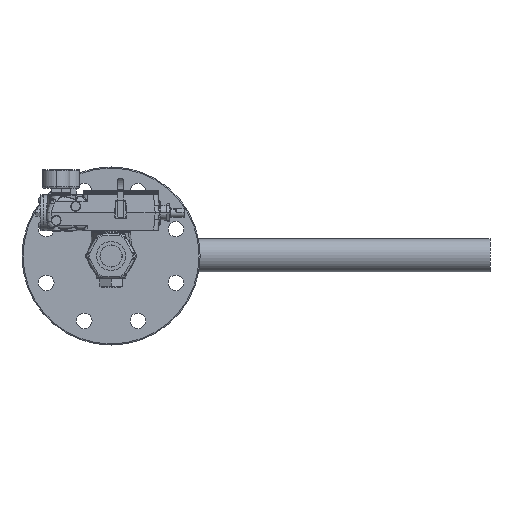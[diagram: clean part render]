
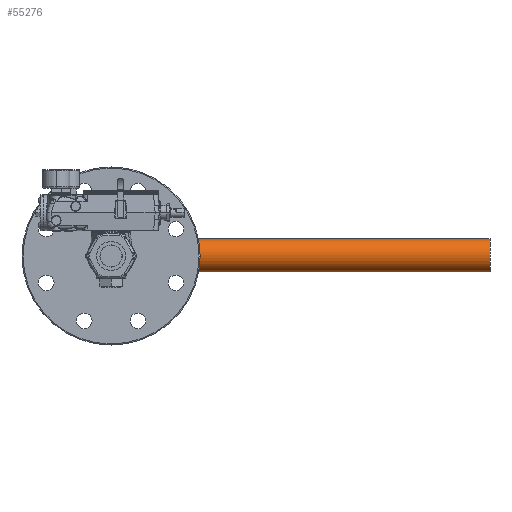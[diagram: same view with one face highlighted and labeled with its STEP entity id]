
A CAD part, left-side view. The second image highlights one B-rep face of the part: STEP entity #55276.
In plain terms, the highlighted cylindrical face has radius 23.812 mm (diameter 47.625 mm), a partial arc.
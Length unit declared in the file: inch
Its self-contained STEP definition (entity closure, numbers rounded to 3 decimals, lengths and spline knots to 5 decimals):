
#1628 = CARTESIAN_POINT ( 'NONE',  ( 16.3025, -21.26825, -2.384 ) ) ;
#1981 = CARTESIAN_POINT ( 'NONE',  ( 16.3025, -1.33075, -1.4465 ) ) ;
#4556 = CARTESIAN_POINT ( 'NONE',  ( 16.3025, -21.26825, -1.4465 ) ) ;
#6908 = DIRECTION ( 'NONE',  ( 0., 1., 0. ) ) ;
#22737 = EDGE_CURVE ( 'NONE', #119480, #138721, #66495, .T. ) ;
#28604 = ORIENTED_EDGE ( 'NONE', *, *, #131843, .F. ) ;
#34649 = CARTESIAN_POINT ( 'NONE',  ( 16.3025, -21.26825, -2.384 ) ) ;
#39819 = DIRECTION ( 'NONE',  ( 0., 0., 1. ) ) ;
#43619 = EDGE_CURVE ( 'NONE', #125355, #131874, #80107, .T. ) ;
#45268 = VECTOR ( 'NONE', #94082, 39.37008 ) ;
#49927 = EDGE_LOOP ( 'NONE', ( #28604, #100914, #132341, #162870 ) ) ;
#54590 = DIRECTION ( 'NONE',  ( 0., 1., 0. ) ) ;
#55153 = AXIS2_PLACEMENT_3D ( 'NONE', #119816, #110198, #163199 ) ;
#55276 = ADVANCED_FACE ( 'NONE', ( #138216 ), #164243, .T. ) ;
#66495 = CIRCLE ( 'NONE', #116532, 0.9375 ) ;
#77187 = LINE ( 'NONE', #117192, #99837 ) ;
#80107 = CIRCLE ( 'NONE', #55153, 0.9375 ) ;
#87706 = DIRECTION ( 'NONE',  ( 0., 0., 1. ) ) ;
#91397 = EDGE_CURVE ( 'NONE', #138721, #131874, #77187, .T. ) ;
#94082 = DIRECTION ( 'NONE',  ( 0., 1., 0. ) ) ;
#96088 = AXIS2_PLACEMENT_3D ( 'NONE', #34649, #6908, #87706 ) ;
#99837 = VECTOR ( 'NONE', #169319, 39.37008 ) ;
#100914 = ORIENTED_EDGE ( 'NONE', *, *, #22737, .T. ) ;
#105441 = LINE ( 'NONE', #160166, #45268 ) ;
#110198 = DIRECTION ( 'NONE',  ( 0., 1., 0. ) ) ;
#116110 = CARTESIAN_POINT ( 'NONE',  ( 16.3025, -1.33075, -3.3215 ) ) ;
#116254 = CARTESIAN_POINT ( 'NONE',  ( 16.3025, -21.26825, -3.3215 ) ) ;
#116532 = AXIS2_PLACEMENT_3D ( 'NONE', #1628, #54590, #39819 ) ;
#117192 = CARTESIAN_POINT ( 'NONE',  ( 16.3025, -21.26825, -1.4465 ) ) ;
#119480 = VERTEX_POINT ( 'NONE', #116254 ) ;
#119816 = CARTESIAN_POINT ( 'NONE',  ( 16.3025, -1.33075, -2.384 ) ) ;
#125355 = VERTEX_POINT ( 'NONE', #116110 ) ;
#131843 = EDGE_CURVE ( 'NONE', #119480, #125355, #105441, .T. ) ;
#131874 = VERTEX_POINT ( 'NONE', #1981 ) ;
#132341 = ORIENTED_EDGE ( 'NONE', *, *, #91397, .T. ) ;
#138216 = FACE_OUTER_BOUND ( 'NONE', #49927, .T. ) ;
#138721 = VERTEX_POINT ( 'NONE', #4556 ) ;
#160166 = CARTESIAN_POINT ( 'NONE',  ( 16.3025, -21.26825, -3.3215 ) ) ;
#162870 = ORIENTED_EDGE ( 'NONE', *, *, #43619, .F. ) ;
#163199 = DIRECTION ( 'NONE',  ( 0., 0., 1. ) ) ;
#164243 = CYLINDRICAL_SURFACE ( 'NONE', #96088, 0.9375 ) ;
#169319 = DIRECTION ( 'NONE',  ( 0., 1., 0. ) ) ;
